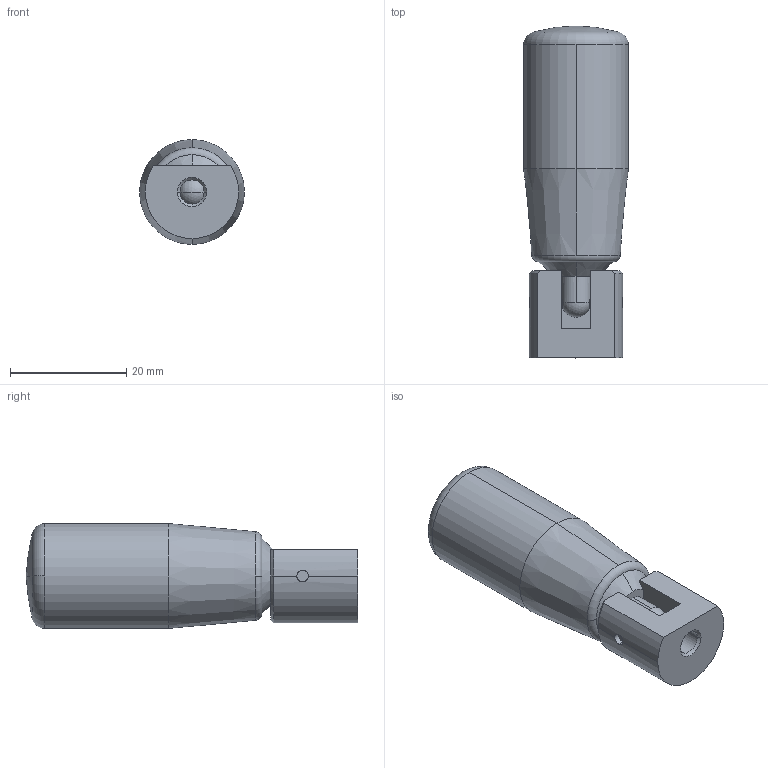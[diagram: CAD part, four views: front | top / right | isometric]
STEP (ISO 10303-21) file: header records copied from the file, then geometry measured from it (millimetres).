
FILE_DESCRIPTION(('STEP AP214'),'1');
FILE_NAME('HALDERN_EH_24532_0018.stp','2020-02-28T09:42:19',('TraceParts'),('TraceParts S.A.'),'Spatial InterOp 3D',' ',' ');
FILE_SCHEMA(('AUTOMOTIVE_DESIGN { 1 0 10303 214 1 1 1 1 }'));
Length unit declared in the file: millimetre
Products named in the file (1): HALDERN_EH_24532_0018_1
Bounding box: 18 x 57 x 18 mm (x, y, z)
Volume: 11808.5 mm3; surface area: 3926.7 mm2
Topology: 2 solids, 2 shells, 47 faces, 123 edges, 79 vertices
Faces by surface type: cylinder 17, cone 11, plane 11, sphere 4, torus 4
Entity records: 2007 total; most frequent: CARTESIAN_POINT 419, DIRECTION 267, ORIENTED_EDGE 246, EDGE_CURVE 123, AXIS2_PLACEMENT_3D 111, VERTEX_POINT 79, CIRCLE 62, EDGE_LOOP 52
